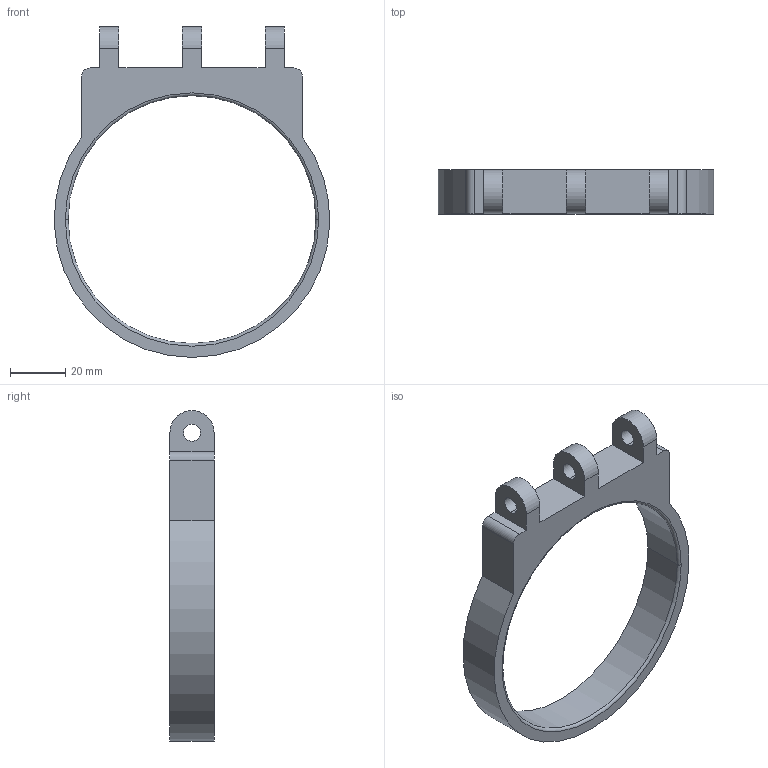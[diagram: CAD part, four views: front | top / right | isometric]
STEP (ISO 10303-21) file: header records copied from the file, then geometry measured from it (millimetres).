
FILE_DESCRIPTION((''),'2;1');
FILE_NAME('WATERLEVELCLAMP','2020-12-09T18:57:20',('Aloai'),(''),'CREO PARAMETRIC BY PTC INC, 2019224','CREO PARAMETRIC BY PTC INC, 2019224','');
FILE_SCHEMA(('CONFIG_CONTROL_DESIGN'));
Length unit declared in the file: millimetre
Products named in the file (1): WATERLEVELCLAMP
Bounding box: 99.93 x 16 x 120 mm (x, y, z)
Volume: 41916.8 mm3; surface area: 16737.2 mm2
Topology: 1 solids, 1 shells, 30 faces, 82 edges, 54 vertices
Faces by surface type: plane 14, cylinder 14, torus 2
Entity records: 1016 total; most frequent: DIRECTION 174, CARTESIAN_POINT 166, ORIENTED_EDGE 164, EDGE_CURVE 82, AXIS2_PLACEMENT_3D 62, VERTEX_POINT 54, VECTOR 50, LINE 50
